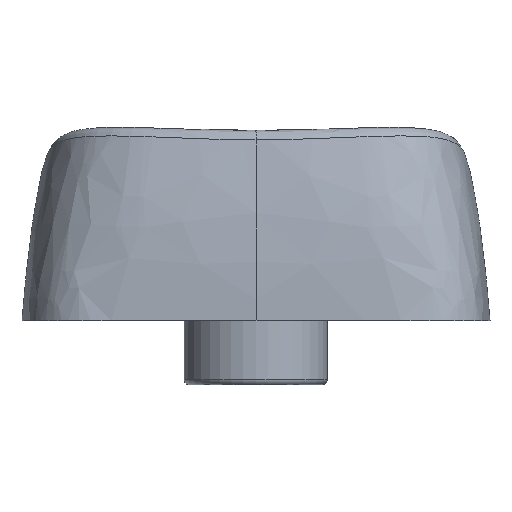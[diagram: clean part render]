
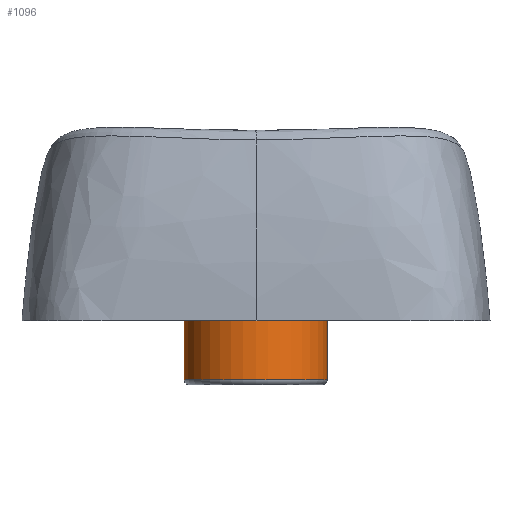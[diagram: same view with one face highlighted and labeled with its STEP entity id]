
A CAD part, front view. The second image highlights one B-rep face of the part: STEP entity #1096.
In plain terms, the highlighted cylindrical face has radius 2.75 mm (diameter 5.5 mm), a full revolution.
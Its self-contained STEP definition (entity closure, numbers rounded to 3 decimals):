
#169=FACE_OUTER_BOUND('',#216,.T.);
#216=EDGE_LOOP('',(#812,#813,#814,#815));
#266=CIRCLE('',#1181,2.75);
#267=CIRCLE('',#1183,2.75);
#311=LINE('',#1571,#364);
#364=VECTOR('',#1348,2.75);
#420=VERTEX_POINT('',#1566);
#421=VERTEX_POINT('',#1570);
#583=EDGE_CURVE('',#420,#420,#266,.T.);
#584=EDGE_CURVE('',#420,#421,#311,.T.);
#585=EDGE_CURVE('',#421,#421,#267,.T.);
#812=ORIENTED_EDGE('',*,*,#583,.F.);
#813=ORIENTED_EDGE('',*,*,#584,.T.);
#814=ORIENTED_EDGE('',*,*,#585,.F.);
#815=ORIENTED_EDGE('',*,*,#584,.F.);
#1067=CYLINDRICAL_SURFACE('',#1182,2.75);
#1096=ADVANCED_FACE('',(#169),#1067,.T.);
#1181=AXIS2_PLACEMENT_3D('',#1568,#1344,#1345);
#1182=AXIS2_PLACEMENT_3D('',#1569,#1346,#1347);
#1183=AXIS2_PLACEMENT_3D('',#1572,#1349,#1350);
#1344=DIRECTION('center_axis',(0.,0.,
-1.));
#1345=DIRECTION('ref_axis',(-1.,0.,0.));
#1346=DIRECTION('center_axis',(0.,0.,
-1.));
#1347=DIRECTION('ref_axis',(-1.,0.,0.));
#1348=DIRECTION('',(0.,0.,1.));
#1349=DIRECTION('center_axis',(0.,0.,
1.));
#1350=DIRECTION('ref_axis',(-1.,0.,0.));
#1566=CARTESIAN_POINT('',(2.738,0.004,-3.1));
#1568=CARTESIAN_POINT('Origin',(-0.012,0.004,-3.1));
#1569=CARTESIAN_POINT('Origin',(-0.012,0.004,0.));
#1570=CARTESIAN_POINT('',(2.738,0.004,-0.25));
#1571=CARTESIAN_POINT('',(2.738,0.004,0.));
#1572=CARTESIAN_POINT('Origin',(-0.012,0.004,-0.25));
